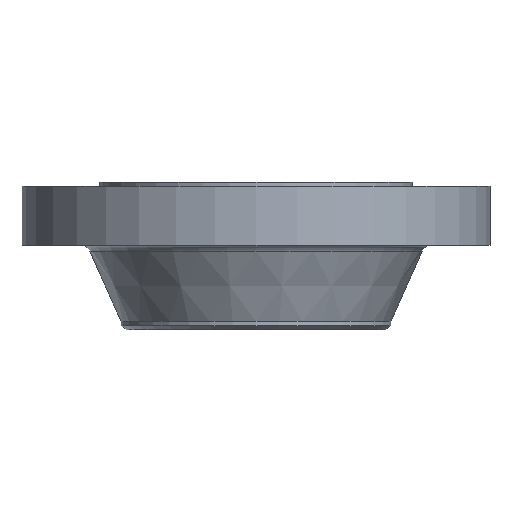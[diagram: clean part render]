
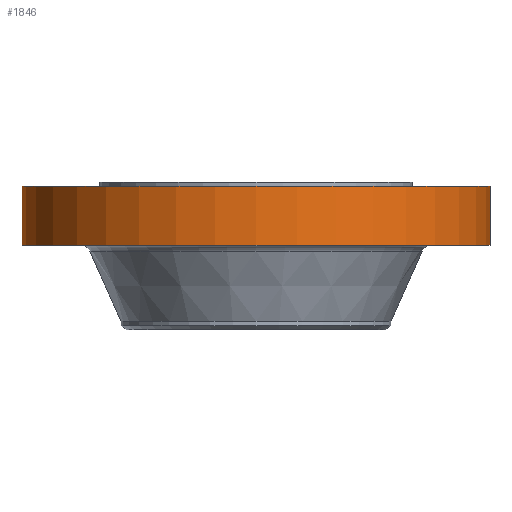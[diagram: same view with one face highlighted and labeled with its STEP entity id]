
A CAD part, front view. The second image highlights one B-rep face of the part: STEP entity #1846.
In plain terms, the highlighted cylindrical face has radius 352.425 mm (diameter 704.85 mm), a partial arc.
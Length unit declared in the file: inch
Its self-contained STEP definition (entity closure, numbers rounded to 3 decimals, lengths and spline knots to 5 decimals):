
#110 = FACE_OUTER_BOUND ( 'NONE', #1923, .T. ) ;
#213 = DIRECTION ( 'NONE',  ( 1., 0., 0. ) ) ;
#220 = VERTEX_POINT ( 'NONE', #1296 ) ;
#226 = AXIS2_PLACEMENT_3D ( 'NONE', #1252, #974, #767 ) ;
#237 = CARTESIAN_POINT ( 'NONE',  ( 13.875, 0., 0. ) ) ;
#240 = CYLINDRICAL_SURFACE ( 'NONE', #1520, 13.875 ) ;
#246 = VERTEX_POINT ( 'NONE', #989 ) ;
#365 = CARTESIAN_POINT ( 'NONE',  ( 0., 0., -3.75 ) ) ;
#417 = VECTOR ( 'NONE', #1033, 39.37008 ) ;
#429 = DIRECTION ( 'NONE',  ( 0., 0., 1. ) ) ;
#463 = CARTESIAN_POINT ( 'NONE',  ( -13.875, 0., 0. ) ) ;
#574 = CARTESIAN_POINT ( 'NONE',  ( 0., 0., 0. ) ) ;
#767 = DIRECTION ( 'NONE',  ( 1., 0., 0. ) ) ;
#832 = ORIENTED_EDGE ( 'NONE', *, *, #1679, .F. ) ;
#839 = LINE ( 'NONE', #237, #417 ) ;
#910 = VERTEX_POINT ( 'NONE', #1048 ) ;
#974 = DIRECTION ( 'NONE',  ( 0., 0., 1. ) ) ;
#989 = CARTESIAN_POINT ( 'NONE',  ( -13.875, 0., -0.25 ) ) ;
#1010 = ORIENTED_EDGE ( 'NONE', *, *, #1118, .T. ) ;
#1019 = VERTEX_POINT ( 'NONE', #1409 ) ;
#1025 = CIRCLE ( 'NONE', #1611, 13.875 ) ;
#1033 = DIRECTION ( 'NONE',  ( 0., 0., 1. ) ) ;
#1048 = CARTESIAN_POINT ( 'NONE',  ( 13.875, 0., -0.25 ) ) ;
#1073 = DIRECTION ( 'NONE',  ( 1., 0., 0. ) ) ;
#1084 = ORIENTED_EDGE ( 'NONE', *, *, #1591, .F. ) ;
#1118 = EDGE_CURVE ( 'NONE', #1019, #220, #1025, .T. ) ;
#1131 = LINE ( 'NONE', #463, #1551 ) ;
#1242 = ORIENTED_EDGE ( 'NONE', *, *, #2004, .T. ) ;
#1252 = CARTESIAN_POINT ( 'NONE',  ( 0., 0., -0.25 ) ) ;
#1296 = CARTESIAN_POINT ( 'NONE',  ( 13.875, 0., -3.75 ) ) ;
#1409 = CARTESIAN_POINT ( 'NONE',  ( -13.875, 0., -3.75 ) ) ;
#1520 = AXIS2_PLACEMENT_3D ( 'NONE', #574, #429, #1073 ) ;
#1551 = VECTOR ( 'NONE', #1574, 39.37008 ) ;
#1574 = DIRECTION ( 'NONE',  ( 0., 0., 1. ) ) ;
#1591 = EDGE_CURVE ( 'NONE', #246, #910, #1999, .T. ) ;
#1611 = AXIS2_PLACEMENT_3D ( 'NONE', #365, #1612, #213 ) ;
#1612 = DIRECTION ( 'NONE',  ( 0., 0., 1. ) ) ;
#1679 = EDGE_CURVE ( 'NONE', #1019, #246, #1131, .T. ) ;
#1846 = ADVANCED_FACE ( 'NONE', ( #110 ), #240, .T. ) ;
#1923 = EDGE_LOOP ( 'NONE', ( #832, #1010, #1242, #1084 ) ) ;
#1999 = CIRCLE ( 'NONE', #226, 13.875 ) ;
#2004 = EDGE_CURVE ( 'NONE', #220, #910, #839, .T. ) ;
